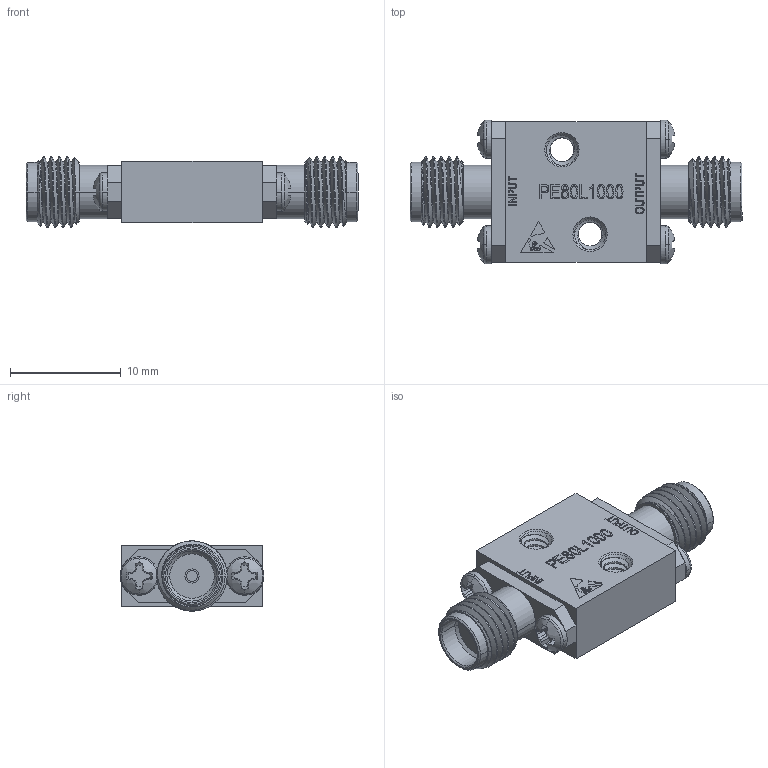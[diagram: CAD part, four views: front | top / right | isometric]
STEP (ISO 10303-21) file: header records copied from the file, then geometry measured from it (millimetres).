
FILE_DESCRIPTION (( 'STEP AP203' ), '1' );
FILE_NAME ('PE80L1000.step', '2019-08-22T15:59:50', ( '' ), ( '' ), 'SwSTEP 2.0', 'SolidWorks 2018', '' );
FILE_SCHEMA (( 'CONFIG_CONTROL_DESIGN' ));
Length unit declared in the file: inch
Products named in the file (1): PE80L1000
Bounding box: 29.97 x 12.98 x 6.34 mm (x, y, z)
Volume: 1281 mm3; surface area: 1696.1 mm2
Topology: 5 solids, 5 shells, 593 faces, 1546 edges, 1014 vertices
Faces by surface type: plane 293, bspline 149, cylinder 101, cone 50
Entity records: 29773 total; most frequent: CARTESIAN_POINT 16477, ORIENTED_EDGE 3092, DIRECTION 2166, EDGE_CURVE 1546, VERTEX_POINT 1014, LINE 828, VECTOR 828, AXIS2_PLACEMENT_3D 669
